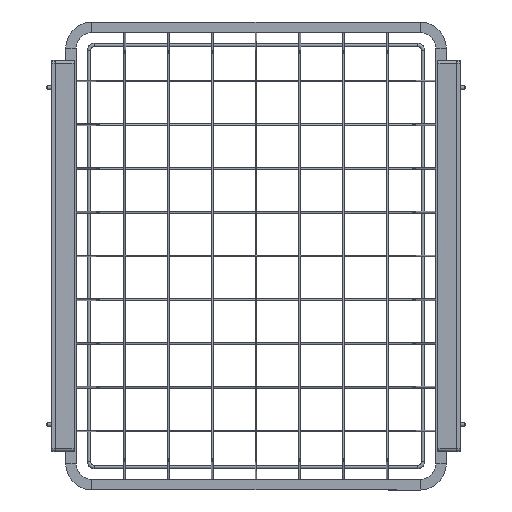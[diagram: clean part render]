
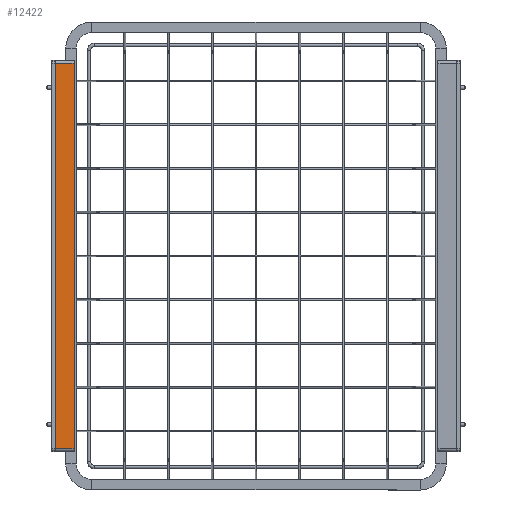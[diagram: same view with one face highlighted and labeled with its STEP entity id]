
A CAD part, front view. The second image highlights one B-rep face of the part: STEP entity #12422.
In plain terms, the highlighted planar face has unit normal (0.018, -1, 0).
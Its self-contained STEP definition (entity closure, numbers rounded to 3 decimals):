
#289 = VECTOR ( 'NONE', #6329, 1000. ) ;
#435 = ORIENTED_EDGE ( 'NONE', *, *, #9028, .T. ) ;
#436 = VECTOR ( 'NONE', #10364, 1000. ) ;
#721 = DIRECTION ( 'NONE',  ( 0., 0., -1. ) ) ;
#831 = CARTESIAN_POINT ( 'NONE',  ( 21.509, -10.625, 220.116 ) ) ;
#858 = EDGE_CURVE ( 'NONE', #2393, #12116, #3761, .T. ) ;
#1040 = FACE_OUTER_BOUND ( 'NONE', #6038, .T. ) ;
#1103 = CARTESIAN_POINT ( 'NONE',  ( 0., -11., 223.5 ) ) ;
#1570 = AXIS2_PLACEMENT_3D ( 'NONE', #1103, #6116, #11007 ) ;
#1574 = CARTESIAN_POINT ( 'NONE',  ( 0., -11., -220.5 ) ) ;
#2359 = LINE ( 'NONE', #8280, #289 ) ;
#2393 = VERTEX_POINT ( 'NONE', #5220 ) ;
#3161 = CARTESIAN_POINT ( 'NONE',  ( 21.509, -10.625, 220.125 ) ) ;
#3761 = LINE ( 'NONE', #9544, #9282 ) ;
#4184 = VERTEX_POINT ( 'NONE', #4495 ) ;
#4495 = CARTESIAN_POINT ( 'NONE',  ( 21.509, -10.625, -220.125 ) ) ;
#4504 = ORIENTED_EDGE ( 'NONE', *, *, #858, .T. ) ;
#4974 = PLANE ( 'NONE',  #1570 ) ;
#5220 = CARTESIAN_POINT ( 'NONE',  ( 0., -11., 220.5 ) ) ;
#5938 = VECTOR ( 'NONE', #11850, 1000. ) ;
#6038 = EDGE_LOOP ( 'NONE', ( #10281, #435, #7144, #4504 ) ) ;
#6116 = DIRECTION ( 'NONE',  ( 0.017, -1., 0. ) ) ;
#6329 = DIRECTION ( 'NONE',  ( -1., -0.017, 0.017 ) ) ;
#6402 = EDGE_CURVE ( 'NONE', #12116, #4184, #9849, .T. ) ;
#6677 = VERTEX_POINT ( 'NONE', #3161 ) ;
#7144 = ORIENTED_EDGE ( 'NONE', *, *, #10442, .T. ) ;
#8280 = CARTESIAN_POINT ( 'NONE',  ( -0.052, -11.001, 220.501 ) ) ;
#9028 = EDGE_CURVE ( 'NONE', #4184, #6677, #12367, .T. ) ;
#9282 = VECTOR ( 'NONE', #721, 1000. ) ;
#9544 = CARTESIAN_POINT ( 'NONE',  ( 0., -11., 223.5 ) ) ;
#9721 = CARTESIAN_POINT ( 'NONE',  ( 7.745, -10.865, -220.365 ) ) ;
#9849 = LINE ( 'NONE', #9721, #5938 ) ;
#10281 = ORIENTED_EDGE ( 'NONE', *, *, #6402, .T. ) ;
#10364 = DIRECTION ( 'NONE',  ( 0., 0., 1. ) ) ;
#10442 = EDGE_CURVE ( 'NONE', #6677, #2393, #2359, .T. ) ;
#11007 = DIRECTION ( 'NONE',  ( 1., 0.017, 0. ) ) ;
#11850 = DIRECTION ( 'NONE',  ( 1., 0.017, 0.017 ) ) ;
#12116 = VERTEX_POINT ( 'NONE', #1574 ) ;
#12367 = LINE ( 'NONE', #831, #436 ) ;
#12422 = ADVANCED_FACE ( 'NONE', ( #1040 ), #4974, .T. ) ;
